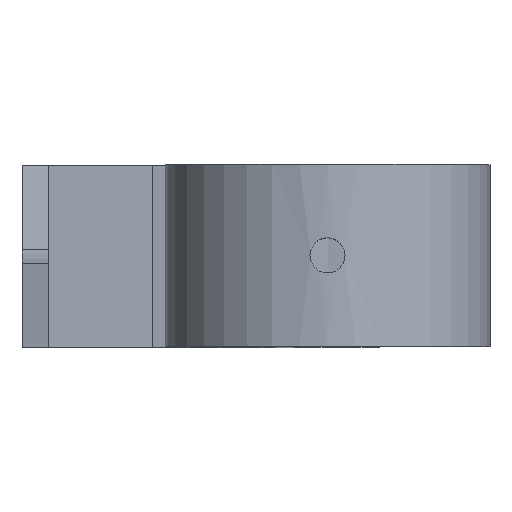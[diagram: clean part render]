
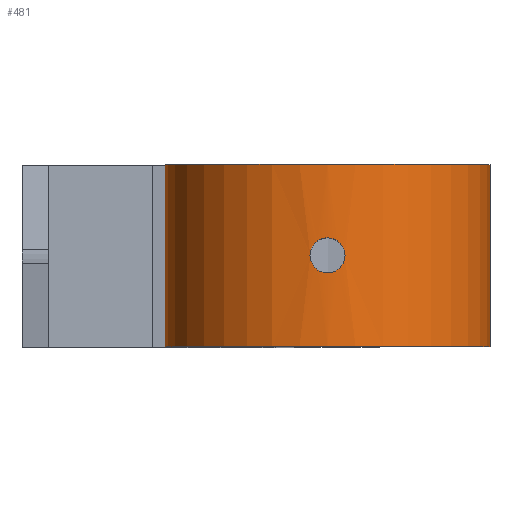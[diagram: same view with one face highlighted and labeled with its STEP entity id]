
A CAD part, top view. The second image highlights one B-rep face of the part: STEP entity #481.
In plain terms, the highlighted cylindrical face has radius 12.5 mm (diameter 25 mm), a partial arc.
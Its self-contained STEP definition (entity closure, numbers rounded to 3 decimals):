
#23=FACE_BOUND('',#84,.T.);
#27=B_SPLINE_CURVE_WITH_KNOTS('',3,(#760,#761,#762,#763,#764,#765,#766,
#767,#768,#769,#770,#771,#772,#773,#774,#775,#776,#777),.UNSPECIFIED.,.F.,
 .F.,(4,2,2,2,2,2,2,2,4),(0.204,0.254,0.305,
0.356,0.407,0.458,0.509,0.56,
0.611),.UNSPECIFIED.);
#30=B_SPLINE_CURVE_WITH_KNOTS('',3,(#817,#818,#819,#820,#821,#822,#823,
#824,#825,#826,#827,#828,#829,#830,#831,#832,#833,#834,#835),
 .UNSPECIFIED.,.F.,.F.,(4,2,2,2,3,2,2,2,4),(0.611,0.662,
0.713,0.763,0.814,0.865,
0.916,0.967,1.018),.UNSPECIFIED.);
#59=FACE_OUTER_BOUND('',#83,.T.);
#83=EDGE_LOOP('',(#387,#388,#389,#390));
#84=EDGE_LOOP('',(#391,#392));
#126=LINE('',#844,#172);
#130=LINE('',#856,#176);
#172=VECTOR('',#622,10.);
#176=VECTOR('',#632,10.);
#197=CIRCLE('',#530,12.5);
#198=CIRCLE('',#531,12.5);
#229=VERTEX_POINT('',#758);
#230=VERTEX_POINT('',#759);
#233=VERTEX_POINT('',#837);
#236=VERTEX_POINT('',#842);
#240=VERTEX_POINT('',#853);
#241=VERTEX_POINT('',#855);
#284=EDGE_CURVE('',#229,#230,#27,.T.);
#288=EDGE_CURVE('',#230,#229,#30,.T.);
#292=EDGE_CURVE('',#236,#233,#126,.T.);
#297=EDGE_CURVE('',#240,#241,#130,.T.);
#300=EDGE_CURVE('',#241,#236,#197,.T.);
#301=EDGE_CURVE('',#233,#240,#198,.T.);
#387=ORIENTED_EDGE('',*,*,#292,.F.);
#388=ORIENTED_EDGE('',*,*,#300,.F.);
#389=ORIENTED_EDGE('',*,*,#297,.F.);
#390=ORIENTED_EDGE('',*,*,#301,.F.);
#391=ORIENTED_EDGE('',*,*,#284,.T.);
#392=ORIENTED_EDGE('',*,*,#288,.T.);
#462=CYLINDRICAL_SURFACE('',#529,12.5);
#481=ADVANCED_FACE('',(#59,#23),#462,.T.);
#529=AXIS2_PLACEMENT_3D('',#860,#636,#637);
#530=AXIS2_PLACEMENT_3D('',#861,#638,#639);
#531=AXIS2_PLACEMENT_3D('',#862,#640,#641);
#622=DIRECTION('',(0.,1.,0.));
#632=DIRECTION('',(0.,-1.,0.));
#636=DIRECTION('center_axis',(0.,-1.,0.));
#637=DIRECTION('ref_axis',(1.,0.,0.));
#638=DIRECTION('center_axis',(0.,-1.,0.));
#639=DIRECTION('ref_axis',(1.,0.,0.));
#640=DIRECTION('center_axis',(0.,1.,0.));
#641=DIRECTION('ref_axis',(1.,0.,0.));
#758=CARTESIAN_POINT('',(47.5,14.65,-30.5));
#759=CARTESIAN_POINT('',(47.5,17.35,-30.5));
#760=CARTESIAN_POINT('Ctrl Pts',(47.5,14.65,-30.5));
#761=CARTESIAN_POINT('Ctrl Pts',(47.5,14.65,-30.33));
#762=CARTESIAN_POINT('Ctrl Pts',(47.496,14.684,-30.149));
#763=CARTESIAN_POINT('Ctrl Pts',(47.482,14.822,-29.817));
#764=CARTESIAN_POINT('Ctrl Pts',(47.473,14.926,-29.665));
#765=CARTESIAN_POINT('Ctrl Pts',(47.454,15.165,-29.426));
#766=CARTESIAN_POINT('Ctrl Pts',(47.445,15.317,-29.322));
#767=CARTESIAN_POINT('Ctrl Pts',(47.431,15.649,-29.184));
#768=CARTESIAN_POINT('Ctrl Pts',(47.427,15.83,-29.15));
#769=CARTESIAN_POINT('Ctrl Pts',(47.427,16.17,-29.15));
#770=CARTESIAN_POINT('Ctrl Pts',(47.431,16.351,-29.184));
#771=CARTESIAN_POINT('Ctrl Pts',(47.445,16.683,-29.322));
#772=CARTESIAN_POINT('Ctrl Pts',(47.454,16.835,-29.426));
#773=CARTESIAN_POINT('Ctrl Pts',(47.473,17.074,-29.665));
#774=CARTESIAN_POINT('Ctrl Pts',(47.482,17.178,-29.817));
#775=CARTESIAN_POINT('Ctrl Pts',(47.496,17.316,-30.149));
#776=CARTESIAN_POINT('Ctrl Pts',(47.5,17.35,-30.33));
#777=CARTESIAN_POINT('Ctrl Pts',(47.5,17.35,-30.5));
#817=CARTESIAN_POINT('Ctrl Pts',(47.5,17.35,-30.5));
#818=CARTESIAN_POINT('Ctrl Pts',(47.5,17.35,-30.67));
#819=CARTESIAN_POINT('Ctrl Pts',(47.496,17.316,-30.851));
#820=CARTESIAN_POINT('Ctrl Pts',(47.482,17.178,-31.183));
#821=CARTESIAN_POINT('Ctrl Pts',(47.473,17.074,-31.335));
#822=CARTESIAN_POINT('Ctrl Pts',(47.454,16.835,-31.574));
#823=CARTESIAN_POINT('Ctrl Pts',(47.445,16.683,-31.678));
#824=CARTESIAN_POINT('Ctrl Pts',(47.431,16.351,-31.816));
#825=CARTESIAN_POINT('Ctrl Pts',(47.427,16.17,-31.85));
#826=CARTESIAN_POINT('Ctrl Pts',(47.427,16.,-31.85));
#827=CARTESIAN_POINT('Ctrl Pts',(47.427,15.83,-31.85));
#828=CARTESIAN_POINT('Ctrl Pts',(47.431,15.649,-31.816));
#829=CARTESIAN_POINT('Ctrl Pts',(47.445,15.317,-31.678));
#830=CARTESIAN_POINT('Ctrl Pts',(47.454,15.165,-31.574));
#831=CARTESIAN_POINT('Ctrl Pts',(47.473,14.926,-31.335));
#832=CARTESIAN_POINT('Ctrl Pts',(47.482,14.822,-31.183));
#833=CARTESIAN_POINT('Ctrl Pts',(47.496,14.684,-30.851));
#834=CARTESIAN_POINT('Ctrl Pts',(47.5,14.65,-30.67));
#835=CARTESIAN_POINT('Ctrl Pts',(47.5,14.65,-30.5));
#837=CARTESIAN_POINT('',(24.28,23.,-24.071));
#842=CARTESIAN_POINT('',(24.28,9.,-24.071));
#844=CARTESIAN_POINT('',(24.28,16.,-24.071));
#853=CARTESIAN_POINT('',(24.28,23.,-36.929));
#855=CARTESIAN_POINT('',(24.28,9.,-36.929));
#856=CARTESIAN_POINT('',(24.28,16.,-36.929));
#860=CARTESIAN_POINT('Origin',(35.,16.,-30.5));
#861=CARTESIAN_POINT('Origin',(35.,9.,-30.5));
#862=CARTESIAN_POINT('Origin',(35.,23.,-30.5));
